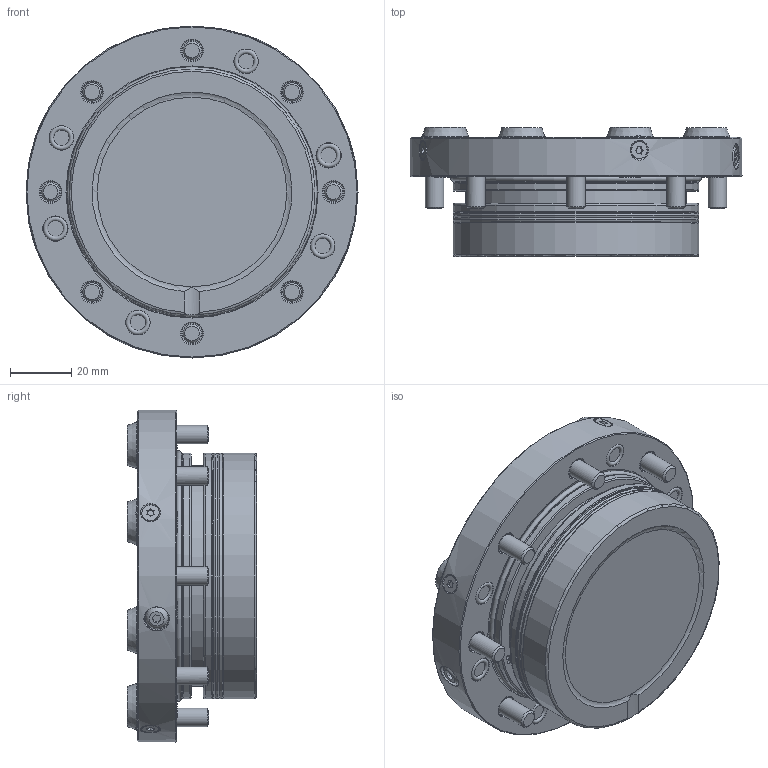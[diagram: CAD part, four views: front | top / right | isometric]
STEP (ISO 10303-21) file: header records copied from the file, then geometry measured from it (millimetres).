
FILE_DESCRIPTION (( 'STEP AP214' ), '1' );
FILE_NAME ('STARK_804 535_A.STEP', '2021-04-23T08:39:39', ( '' ), ( '' ), 'SwSTEP 2.0', 'SolidWorks 2019', '' );
FILE_SCHEMA (( 'AUTOMOTIVE_DESIGN' ));
Length unit declared in the file: millimetre
Products named in the file (1): STARK_804 535_A
Bounding box: 108 x 42 x 108 mm (x, y, z)
Volume: 235636.6 mm3; surface area: 37493.5 mm2
Topology: 1 solids, 13 shells, 518 faces, 1297 edges, 860 vertices
Faces by surface type: cylinder 204, cone 140, plane 125, torus 39, sphere 10
Full cylindrical faces by diameter (mm): 0.4 x4, 0.8 x24, 1.5 x4, 1.697 x2, 3.8 x4, 4 x8, 4.8 x10, 5 x4, 5.6 x4, 5.95 x8, 6 x12, 6.8 x8, 8 x8, 11.5 x8, 16.4 x2, 17.2 x1, 17.736 x2, 21 x1, 32 x1, 71.712 x1, 78.654 x2, 79.95 x2, 80 x1, 108 x1
Entity records: 20531 total; most frequent: CARTESIAN_POINT 6851, DIRECTION 2050, ORIENTED_EDGE 1812, AXIS2_PLACEMENT_3D 987, EDGE_CURVE 906, EDGE_LOOP 862, VERTEX_POINT 702, FACE_OUTER_BOUND 671
